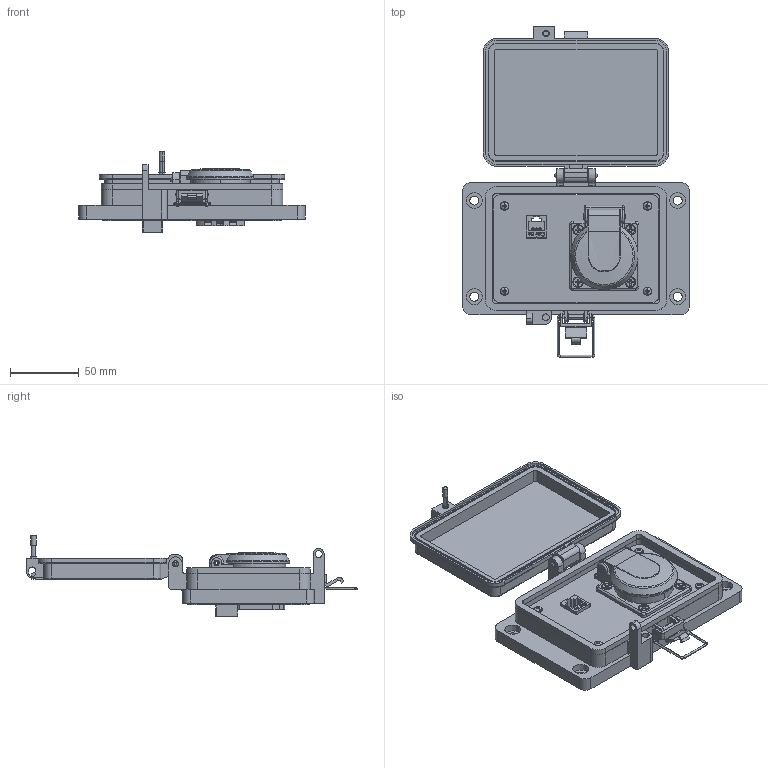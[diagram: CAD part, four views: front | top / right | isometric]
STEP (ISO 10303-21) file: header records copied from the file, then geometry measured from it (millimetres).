
FILE_DESCRIPTION (( 'STEP AP203' ), '1' );
FILE_NAME ('P-R2-M2RH0_3D.STEP', '2019-01-22T16:43:49', ( '' ), ( '' ), 'SwSTEP 2.0', 'SolidWorks 2018', '' );
FILE_SCHEMA (( 'CONFIG_CONTROL_DESIGN' ));
Length unit declared in the file: millimetre
Products named in the file (17): 632FH_1_5-IN; P-R2-M2RH0_3D; Z-000-4243316TFP; Z-002-632516HN_90675A007; Z-300-RJ45CAT5; Z-H-M2_B; R2; Z-200-OTLT-RH_Base; Z-200-OTLT-RH_Cover; Z-200-OTLT-RH_Pin; P-R2-M2RH0_BP180_1; Z-200-OTLT-RH; -M2; P-R2-M2RH0_TP060_1; RH; 92005A124_METRIC PAN HEAD PHILLIPS MACHINE SCREW_92005A124; P-R2-M2RH0_FP060_1
Assembly tree (27 placements, depth 4):
  P-R2-M2RH0_3D
    P-R2-M2RH0_BP180_1
    P-R2-M2RH0_TP060_1
    P-R2-M2RH0_FP060_1
    Z-000-4243316TFP  x3
    R2
      Z-300-RJ45CAT5
    RH
      Z-200-OTLT-RH
        Z-200-OTLT-RH_Base
        Z-200-OTLT-RH_Cover
        Z-200-OTLT-RH_Pin
    632FH_1_5-IN  x4
    Z-002-632516HN_90675A007  x4
    -M2
      Z-H-M2_B
    92005A124_METRIC PAN HEAD PHILLIPS MACHINE SCREW_92005A124  x4
Bounding box: 164.96 x 240.59 x 58.58 mm (x, y, z)
Volume: 264985.7 mm3; surface area: 174511.5 mm2
Topology: 33 solids, 33 shells, 2736 faces, 7658 edges, 5038 vertices
Faces by surface type: cylinder 1269, plane 812, bspline 354, cone 249, torus 40, sphere 12
Entity records: 65592 total; most frequent: CARTESIAN_POINT 26050, ORIENTED_EDGE 8578, DIRECTION 6826, EDGE_CURVE 4289, VERTEX_POINT 2817, AXIS2_PLACEMENT_3D 2283, VECTOR 2260, LINE 2260
